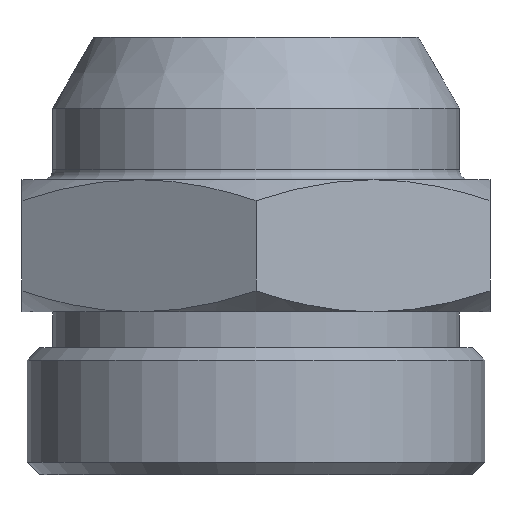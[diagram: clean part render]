
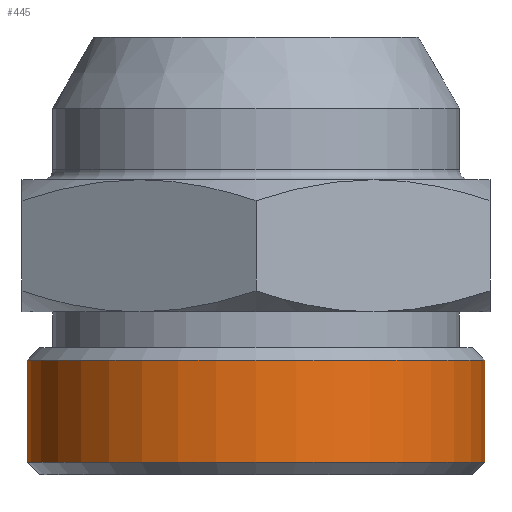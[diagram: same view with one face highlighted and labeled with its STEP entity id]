
A CAD part, front view. The second image highlights one B-rep face of the part: STEP entity #445.
In plain terms, the highlighted cylindrical face has radius 22.5 mm (diameter 45 mm), a full revolution.
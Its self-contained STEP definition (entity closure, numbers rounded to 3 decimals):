
#35=CYLINDRICAL_SURFACE('',#511,22.5);
#68=CIRCLE('',#510,22.5);
#69=CIRCLE('',#512,22.5);
#123=ORIENTED_EDGE('',*,*,#230,.T.);
#124=ORIENTED_EDGE('',*,*,#229,.F.);
#229=EDGE_CURVE('',#278,#278,#68,.T.);
#230=EDGE_CURVE('',#279,#279,#69,.T.);
#278=VERTEX_POINT('',#819);
#279=VERTEX_POINT('',#822);
#337=EDGE_LOOP('',(#123));
#338=EDGE_LOOP('',(#124));
#387=FACE_BOUND('',#337,.T.);
#388=FACE_BOUND('',#338,.T.);
#445=ADVANCED_FACE('',(#387,#388),#35,.T.);
#510=AXIS2_PLACEMENT_3D('',#818,#609,#610);
#511=AXIS2_PLACEMENT_3D('',#820,#611,#612);
#512=AXIS2_PLACEMENT_3D('',#821,#613,#614);
#609=DIRECTION('',(0.,0.,-1.));
#610=DIRECTION('',(-1.,0.,0.));
#611=DIRECTION('',(0.,0.,-1.));
#612=DIRECTION('',(-1.,0.,0.));
#613=DIRECTION('',(0.,0.,-1.));
#614=DIRECTION('',(-1.,0.,0.));
#818=CARTESIAN_POINT('',(0.,0.,-41.773));
#819=CARTESIAN_POINT('',(-22.5,0.,-41.773));
#820=CARTESIAN_POINT('',(0.,0.,-32.5));
#821=CARTESIAN_POINT('',(0.,0.,-31.727));
#822=CARTESIAN_POINT('',(-22.5,0.,-31.727));
